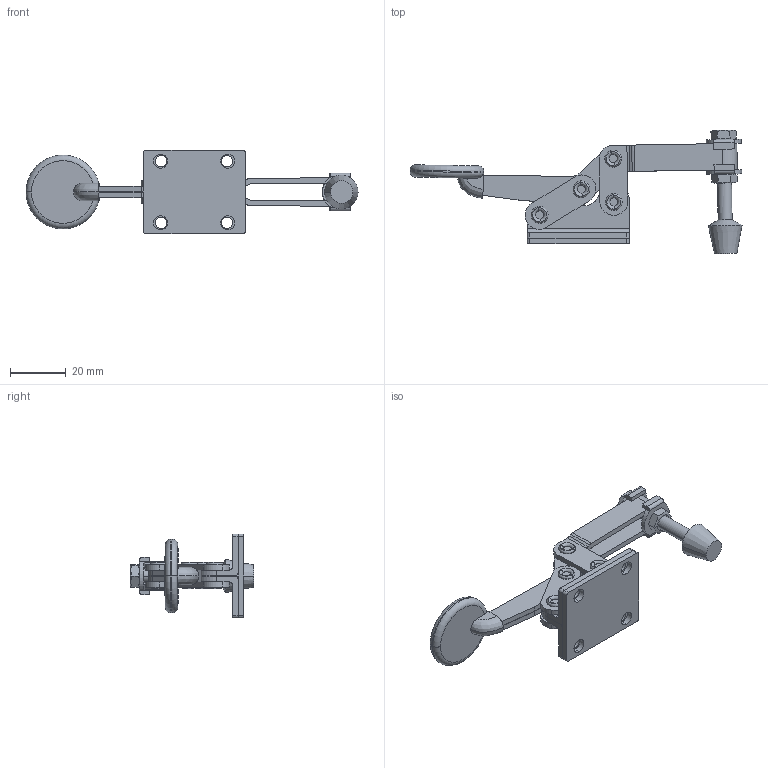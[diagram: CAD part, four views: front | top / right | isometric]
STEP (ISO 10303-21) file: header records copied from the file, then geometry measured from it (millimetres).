
FILE_DESCRIPTION (( 'STEP AP214' ), '1' );
FILE_NAME ('A449 Ïðèæèì øàðíèðíî-ðû÷àæíûé ñ óñèëèåì 30êã.STEP', '2021-01-22T11:14:20', ( 'Ïîëüçîâàòåëü Windows' ), ( '' ), 'SwSTEP 2.0', 'SolidWorks 2020', '' );
FILE_SCHEMA (( 'AUTOMOTIVE_DESIGN' ));
Length unit declared in the file: millimetre
Products named in the file (11): 扰鍙欙樥燲00; ﾎ魵瑙韃 1-1; ч膹樖罻_00; ﾎ魵瑙韃; A449 Ïðèæèì øàðíèðíî-ðû÷àæíûé ñ óñèëèåì 30êã; C鍷儰膻蠈錪; 哫欑粿00; 蹴濋趌00; 嵑殧趌00; ﾎ魵瑙韃 1-2; 逄闉
Assembly tree (16 placements, depth 2):
  A449 Ïðèæèì øàðíèðíî-ðû÷àæíûé ñ óñèëèåì 30êã
    ﾎ魵瑙韃
    ﾎ魵瑙韃 1-1
    C鍷儰膻蠈錪  x2
    ч膹樖罻_00  x4
    嵑殧趌00  x2
    蹴濋趌00  x2
    逄闉
    扰鍙欙樥燲00
    ﾎ魵瑙韃 1-2
    哫欑粿00
Bounding box: 118.62 x 44.11 x 30 mm (x, y, z)
Volume: 11771.9 mm3; surface area: 19465.8 mm2
Topology: 16 solids, 24 shells, 342 faces, 851 edges, 554 vertices
Faces by surface type: cylinder 156, plane 134, torus 28, bspline 12, cone 12
Entity records: 9258 total; most frequent: CARTESIAN_POINT 2357, DIRECTION 1403, ORIENTED_EDGE 1255, EDGE_CURVE 639, AXIS2_PLACEMENT_3D 541, VERTEX_POINT 425, LINE 321, VECTOR 321
